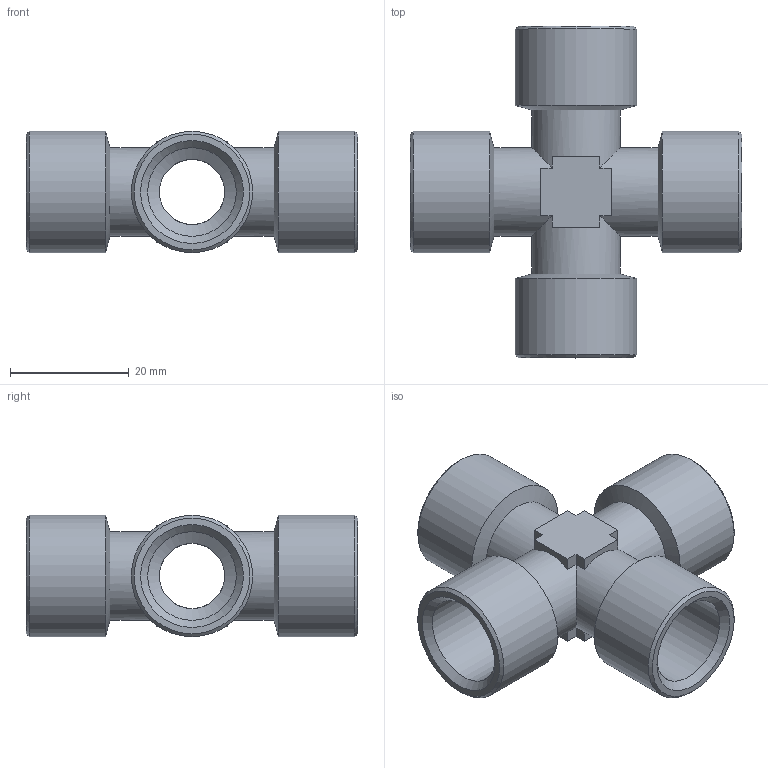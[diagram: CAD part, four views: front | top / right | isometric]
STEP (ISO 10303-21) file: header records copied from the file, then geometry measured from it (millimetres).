
FILE_DESCRIPTION (( 'STEP AP214' ), '1' );
FILE_NAME ('0602000010400A.STEP', '2013-08-08T05:52:03', ( 'ST01' ), ( '' ), 'SwSTEP 2.0', 'SolidWorks 2012', '' );
FILE_SCHEMA (( 'AUTOMOTIVE_DESIGN' ));
Length unit declared in the file: millimetre
Products named in the file (1): 0602000010400A
Bounding box: 56 x 56 x 20.5 mm (x, y, z)
Volume: 12335.1 mm3; surface area: 10559.9 mm2
Topology: 1 solids, 1 shells, 62 faces, 158 edges, 96 vertices
Faces by surface type: plane 30, cone 16, cylinder 16
Full cylindrical faces by diameter (mm): 11 x4, 14.95 x4, 15 x4, 20.5 x4
Entity records: 1604 total; most frequent: CARTESIAN_POINT 287, DIRECTION 270, ORIENTED_EDGE 224, EDGE_CURVE 112, AXIS2_PLACEMENT_3D 103, EDGE_LOOP 98, VERTEX_POINT 82, FACE_OUTER_BOUND 78
